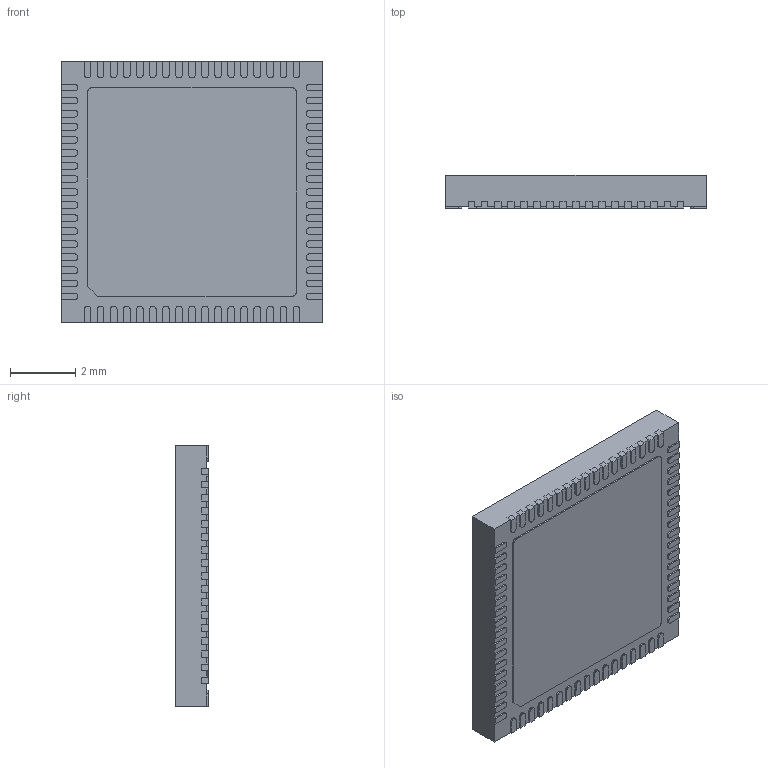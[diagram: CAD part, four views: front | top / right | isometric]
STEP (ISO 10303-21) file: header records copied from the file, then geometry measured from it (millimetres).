
FILE_DESCRIPTION (( 'STEP AP214' ), '1' );
FILE_NAME ('STM32WB55RGV7.STEP', '2023-05-17T05:07:57', ( '' ), ( '' ), 'SwSTEP 2.0', 'SolidWorks 2021', '' );
FILE_SCHEMA (( 'AUTOMOTIVE_DESIGN' ));
Length unit declared in the file: millimetre
Products named in the file (1): STM32WB55RGV7
Bounding box: 8 x 1 x 8 mm (x, y, z)
Volume: 63.2 mm3; surface area: 289.7 mm2
Topology: 71 solids, 71 shells, 746 faces, 1806 edges, 1204 vertices
Faces by surface type: plane 566, cylinder 180
Entity records: 22334 total; most frequent: CARTESIAN_POINT 3757, DIRECTION 3660, ORIENTED_EDGE 3612, EDGE_CURVE 1806, LINE 1446, VECTOR 1446, VERTEX_POINT 1204, AXIS2_PLACEMENT_3D 1107
